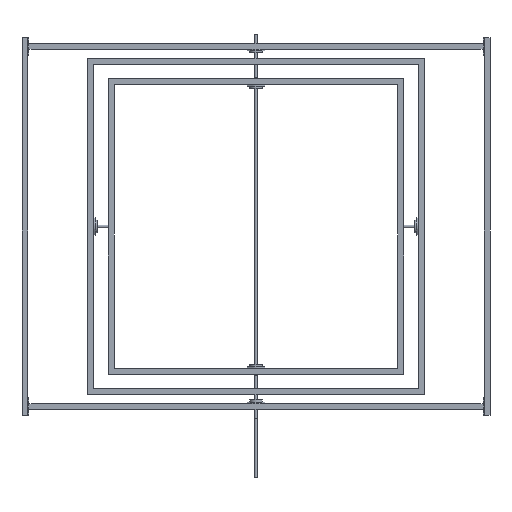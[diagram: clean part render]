
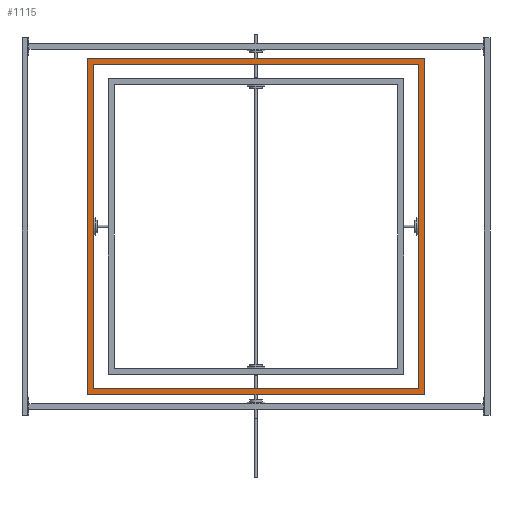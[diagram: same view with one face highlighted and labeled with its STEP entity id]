
A CAD part, left-side view. The second image highlights one B-rep face of the part: STEP entity #1115.
In plain terms, the highlighted planar face has unit normal (-1, 0, 0).
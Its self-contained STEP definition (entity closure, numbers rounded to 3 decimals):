
#502 = VERTEX_POINT('',#503);
#503 = CARTESIAN_POINT('',(-10.,570.,-570.));
#512 = PLANE('',#513);
#513 = AXIS2_PLACEMENT_3D('',#514,#515,#516);
#514 = CARTESIAN_POINT('',(-10.,570.,-570.));
#515 = DIRECTION('',(0.,0.,-1.));
#516 = DIRECTION('',(0.,-1.,0.));
#524 = PLANE('',#525);
#525 = AXIS2_PLACEMENT_3D('',#526,#527,#528);
#526 = CARTESIAN_POINT('',(-10.,570.,570.));
#527 = DIRECTION('',(0.,1.,0.));
#528 = DIRECTION('',(0.,0.,-1.));
#565 = VERTEX_POINT('',#566);
#566 = CARTESIAN_POINT('',(-10.,-570.,-570.));
#580 = PLANE('',#581);
#581 = AXIS2_PLACEMENT_3D('',#582,#583,#584);
#582 = CARTESIAN_POINT('',(-10.,-570.,-570.));
#583 = DIRECTION('',(0.,-1.,0.));
#584 = DIRECTION('',(0.,0.,1.));
#592 = EDGE_CURVE('',#502,#565,#593,.T.);
#593 = SURFACE_CURVE('',#594,(#598,#605),.PCURVE_S1.);
#594 = LINE('',#595,#596);
#595 = CARTESIAN_POINT('',(-10.,570.,-570.));
#596 = VECTOR('',#597,1.);
#597 = DIRECTION('',(0.,-1.,0.));
#598 = PCURVE('',#512,#599);
#599 = DEFINITIONAL_REPRESENTATION('',(#600),#604);
#600 = LINE('',#601,#602);
#601 = CARTESIAN_POINT('',(0.,-0.));
#602 = VECTOR('',#603,1.);
#603 = DIRECTION('',(1.,0.));
#604 = ( GEOMETRIC_REPRESENTATION_CONTEXT(2) 
PARAMETRIC_REPRESENTATION_CONTEXT() REPRESENTATION_CONTEXT('2D SPACE',''
  ) );
#605 = PCURVE('',#606,#611);
#606 = PLANE('',#607);
#607 = AXIS2_PLACEMENT_3D('',#608,#609,#610);
#608 = CARTESIAN_POINT('',(-10.,0.,0.));
#609 = DIRECTION('',(1.,0.,0.));
#610 = DIRECTION('',(0.,0.,1.));
#611 = DEFINITIONAL_REPRESENTATION('',(#612),#616);
#612 = LINE('',#613,#614);
#613 = CARTESIAN_POINT('',(-570.,-570.));
#614 = VECTOR('',#615,1.);
#615 = DIRECTION('',(0.,1.));
#616 = ( GEOMETRIC_REPRESENTATION_CONTEXT(2) 
PARAMETRIC_REPRESENTATION_CONTEXT() REPRESENTATION_CONTEXT('2D SPACE',''
  ) );
#646 = VERTEX_POINT('',#647);
#647 = CARTESIAN_POINT('',(-10.,-570.,570.));
#661 = PLANE('',#662);
#662 = AXIS2_PLACEMENT_3D('',#663,#664,#665);
#663 = CARTESIAN_POINT('',(-10.,-570.,570.));
#664 = DIRECTION('',(0.,0.,1.));
#665 = DIRECTION('',(0.,1.,0.));
#673 = EDGE_CURVE('',#565,#646,#674,.T.);
#674 = SURFACE_CURVE('',#675,(#679,#686),.PCURVE_S1.);
#675 = LINE('',#676,#677);
#676 = CARTESIAN_POINT('',(-10.,-570.,-570.));
#677 = VECTOR('',#678,1.);
#678 = DIRECTION('',(0.,0.,1.));
#679 = PCURVE('',#580,#680);
#680 = DEFINITIONAL_REPRESENTATION('',(#681),#685);
#681 = LINE('',#682,#683);
#682 = CARTESIAN_POINT('',(0.,0.));
#683 = VECTOR('',#684,1.);
#684 = DIRECTION('',(1.,0.));
#685 = ( GEOMETRIC_REPRESENTATION_CONTEXT(2) 
PARAMETRIC_REPRESENTATION_CONTEXT() REPRESENTATION_CONTEXT('2D SPACE',''
  ) );
#686 = PCURVE('',#606,#687);
#687 = DEFINITIONAL_REPRESENTATION('',(#688),#692);
#688 = LINE('',#689,#690);
#689 = CARTESIAN_POINT('',(-570.,570.));
#690 = VECTOR('',#691,1.);
#691 = DIRECTION('',(1.,0.));
#692 = ( GEOMETRIC_REPRESENTATION_CONTEXT(2) 
PARAMETRIC_REPRESENTATION_CONTEXT() REPRESENTATION_CONTEXT('2D SPACE',''
  ) );
#722 = VERTEX_POINT('',#723);
#723 = CARTESIAN_POINT('',(-10.,570.,570.));
#744 = EDGE_CURVE('',#646,#722,#745,.T.);
#745 = SURFACE_CURVE('',#746,(#750,#757),.PCURVE_S1.);
#746 = LINE('',#747,#748);
#747 = CARTESIAN_POINT('',(-10.,-570.,570.));
#748 = VECTOR('',#749,1.);
#749 = DIRECTION('',(0.,1.,0.));
#750 = PCURVE('',#661,#751);
#751 = DEFINITIONAL_REPRESENTATION('',(#752),#756);
#752 = LINE('',#753,#754);
#753 = CARTESIAN_POINT('',(0.,0.));
#754 = VECTOR('',#755,1.);
#755 = DIRECTION('',(1.,0.));
#756 = ( GEOMETRIC_REPRESENTATION_CONTEXT(2) 
PARAMETRIC_REPRESENTATION_CONTEXT() REPRESENTATION_CONTEXT('2D SPACE',''
  ) );
#757 = PCURVE('',#606,#758);
#758 = DEFINITIONAL_REPRESENTATION('',(#759),#763);
#759 = LINE('',#760,#761);
#760 = CARTESIAN_POINT('',(570.,570.));
#761 = VECTOR('',#762,1.);
#762 = DIRECTION('',(0.,-1.));
#763 = ( GEOMETRIC_REPRESENTATION_CONTEXT(2) 
PARAMETRIC_REPRESENTATION_CONTEXT() REPRESENTATION_CONTEXT('2D SPACE',''
  ) );
#791 = EDGE_CURVE('',#722,#502,#792,.T.);
#792 = SURFACE_CURVE('',#793,(#797,#804),.PCURVE_S1.);
#793 = LINE('',#794,#795);
#794 = CARTESIAN_POINT('',(-10.,570.,570.));
#795 = VECTOR('',#796,1.);
#796 = DIRECTION('',(0.,0.,-1.));
#797 = PCURVE('',#524,#798);
#798 = DEFINITIONAL_REPRESENTATION('',(#799),#803);
#799 = LINE('',#800,#801);
#800 = CARTESIAN_POINT('',(0.,0.));
#801 = VECTOR('',#802,1.);
#802 = DIRECTION('',(1.,0.));
#803 = ( GEOMETRIC_REPRESENTATION_CONTEXT(2) 
PARAMETRIC_REPRESENTATION_CONTEXT() REPRESENTATION_CONTEXT('2D SPACE',''
  ) );
#804 = PCURVE('',#606,#805);
#805 = DEFINITIONAL_REPRESENTATION('',(#806),#810);
#806 = LINE('',#807,#808);
#807 = CARTESIAN_POINT('',(570.,-570.));
#808 = VECTOR('',#809,1.);
#809 = DIRECTION('',(-1.,0.));
#810 = ( GEOMETRIC_REPRESENTATION_CONTEXT(2) 
PARAMETRIC_REPRESENTATION_CONTEXT() REPRESENTATION_CONTEXT('2D SPACE',''
  ) );
#816 = VERTEX_POINT('',#817);
#817 = CARTESIAN_POINT('',(-10.,550.,-550.));
#826 = PLANE('',#827);
#827 = AXIS2_PLACEMENT_3D('',#828,#829,#830);
#828 = CARTESIAN_POINT('',(-10.,550.,-550.));
#829 = DIRECTION('',(0.,0.,-1.));
#830 = DIRECTION('',(0.,-1.,0.));
#838 = PLANE('',#839);
#839 = AXIS2_PLACEMENT_3D('',#840,#841,#842);
#840 = CARTESIAN_POINT('',(-10.,550.,550.));
#841 = DIRECTION('',(0.,1.,0.));
#842 = DIRECTION('',(0.,0.,-1.));
#874 = VERTEX_POINT('',#875);
#875 = CARTESIAN_POINT('',(-10.,-550.,-550.));
#889 = PLANE('',#890);
#890 = AXIS2_PLACEMENT_3D('',#891,#892,#893);
#891 = CARTESIAN_POINT('',(-10.,-550.,-550.));
#892 = DIRECTION('',(0.,-1.,0.));
#893 = DIRECTION('',(0.,0.,1.));
#901 = EDGE_CURVE('',#816,#874,#902,.T.);
#902 = SURFACE_CURVE('',#903,(#907,#914),.PCURVE_S1.);
#903 = LINE('',#904,#905);
#904 = CARTESIAN_POINT('',(-10.,550.,-550.));
#905 = VECTOR('',#906,1.);
#906 = DIRECTION('',(0.,-1.,0.));
#907 = PCURVE('',#826,#908);
#908 = DEFINITIONAL_REPRESENTATION('',(#909),#913);
#909 = LINE('',#910,#911);
#910 = CARTESIAN_POINT('',(0.,-0.));
#911 = VECTOR('',#912,1.);
#912 = DIRECTION('',(1.,0.));
#913 = ( GEOMETRIC_REPRESENTATION_CONTEXT(2) 
PARAMETRIC_REPRESENTATION_CONTEXT() REPRESENTATION_CONTEXT('2D SPACE',''
  ) );
#914 = PCURVE('',#606,#915);
#915 = DEFINITIONAL_REPRESENTATION('',(#916),#920);
#916 = LINE('',#917,#918);
#917 = CARTESIAN_POINT('',(-550.,-550.));
#918 = VECTOR('',#919,1.);
#919 = DIRECTION('',(0.,1.));
#920 = ( GEOMETRIC_REPRESENTATION_CONTEXT(2) 
PARAMETRIC_REPRESENTATION_CONTEXT() REPRESENTATION_CONTEXT('2D SPACE',''
  ) );
#950 = VERTEX_POINT('',#951);
#951 = CARTESIAN_POINT('',(-10.,-550.,550.));
#965 = PLANE('',#966);
#966 = AXIS2_PLACEMENT_3D('',#967,#968,#969);
#967 = CARTESIAN_POINT('',(-10.,-550.,550.));
#968 = DIRECTION('',(0.,0.,1.));
#969 = DIRECTION('',(0.,1.,0.));
#977 = EDGE_CURVE('',#874,#950,#978,.T.);
#978 = SURFACE_CURVE('',#979,(#983,#990),.PCURVE_S1.);
#979 = LINE('',#980,#981);
#980 = CARTESIAN_POINT('',(-10.,-550.,-550.));
#981 = VECTOR('',#982,1.);
#982 = DIRECTION('',(0.,0.,1.));
#983 = PCURVE('',#889,#984);
#984 = DEFINITIONAL_REPRESENTATION('',(#985),#989);
#985 = LINE('',#986,#987);
#986 = CARTESIAN_POINT('',(0.,0.));
#987 = VECTOR('',#988,1.);
#988 = DIRECTION('',(1.,0.));
#989 = ( GEOMETRIC_REPRESENTATION_CONTEXT(2) 
PARAMETRIC_REPRESENTATION_CONTEXT() REPRESENTATION_CONTEXT('2D SPACE',''
  ) );
#990 = PCURVE('',#606,#991);
#991 = DEFINITIONAL_REPRESENTATION('',(#992),#996);
#992 = LINE('',#993,#994);
#993 = CARTESIAN_POINT('',(-550.,550.));
#994 = VECTOR('',#995,1.);
#995 = DIRECTION('',(1.,0.));
#996 = ( GEOMETRIC_REPRESENTATION_CONTEXT(2) 
PARAMETRIC_REPRESENTATION_CONTEXT() REPRESENTATION_CONTEXT('2D SPACE',''
  ) );
#1026 = VERTEX_POINT('',#1027);
#1027 = CARTESIAN_POINT('',(-10.,550.,550.));
#1048 = EDGE_CURVE('',#950,#1026,#1049,.T.);
#1049 = SURFACE_CURVE('',#1050,(#1054,#1061),.PCURVE_S1.);
#1050 = LINE('',#1051,#1052);
#1051 = CARTESIAN_POINT('',(-10.,-550.,550.));
#1052 = VECTOR('',#1053,1.);
#1053 = DIRECTION('',(0.,1.,0.));
#1054 = PCURVE('',#965,#1055);
#1055 = DEFINITIONAL_REPRESENTATION('',(#1056),#1060);
#1056 = LINE('',#1057,#1058);
#1057 = CARTESIAN_POINT('',(0.,0.));
#1058 = VECTOR('',#1059,1.);
#1059 = DIRECTION('',(1.,0.));
#1060 = ( GEOMETRIC_REPRESENTATION_CONTEXT(2) 
PARAMETRIC_REPRESENTATION_CONTEXT() REPRESENTATION_CONTEXT('2D SPACE',''
  ) );
#1061 = PCURVE('',#606,#1062);
#1062 = DEFINITIONAL_REPRESENTATION('',(#1063),#1067);
#1063 = LINE('',#1064,#1065);
#1064 = CARTESIAN_POINT('',(550.,550.));
#1065 = VECTOR('',#1066,1.);
#1066 = DIRECTION('',(0.,-1.));
#1067 = ( GEOMETRIC_REPRESENTATION_CONTEXT(2) 
PARAMETRIC_REPRESENTATION_CONTEXT() REPRESENTATION_CONTEXT('2D SPACE',''
  ) );
#1095 = EDGE_CURVE('',#1026,#816,#1096,.T.);
#1096 = SURFACE_CURVE('',#1097,(#1101,#1108),.PCURVE_S1.);
#1097 = LINE('',#1098,#1099);
#1098 = CARTESIAN_POINT('',(-10.,550.,550.));
#1099 = VECTOR('',#1100,1.);
#1100 = DIRECTION('',(0.,0.,-1.));
#1101 = PCURVE('',#838,#1102);
#1102 = DEFINITIONAL_REPRESENTATION('',(#1103),#1107);
#1103 = LINE('',#1104,#1105);
#1104 = CARTESIAN_POINT('',(0.,0.));
#1105 = VECTOR('',#1106,1.);
#1106 = DIRECTION('',(1.,0.));
#1107 = ( GEOMETRIC_REPRESENTATION_CONTEXT(2) 
PARAMETRIC_REPRESENTATION_CONTEXT() REPRESENTATION_CONTEXT('2D SPACE',''
  ) );
#1108 = PCURVE('',#606,#1109);
#1109 = DEFINITIONAL_REPRESENTATION('',(#1110),#1114);
#1110 = LINE('',#1111,#1112);
#1111 = CARTESIAN_POINT('',(550.,-550.));
#1112 = VECTOR('',#1113,1.);
#1113 = DIRECTION('',(-1.,0.));
#1114 = ( GEOMETRIC_REPRESENTATION_CONTEXT(2) 
PARAMETRIC_REPRESENTATION_CONTEXT() REPRESENTATION_CONTEXT('2D SPACE',''
  ) );
#1115 = ADVANCED_FACE('',(#1116,#1122),#606,.F.);
#1116 = FACE_BOUND('',#1117,.T.);
#1117 = EDGE_LOOP('',(#1118,#1119,#1120,#1121));
#1118 = ORIENTED_EDGE('',*,*,#592,.T.);
#1119 = ORIENTED_EDGE('',*,*,#673,.T.);
#1120 = ORIENTED_EDGE('',*,*,#744,.T.);
#1121 = ORIENTED_EDGE('',*,*,#791,.T.);
#1122 = FACE_BOUND('',#1123,.F.);
#1123 = EDGE_LOOP('',(#1124,#1125,#1126,#1127));
#1124 = ORIENTED_EDGE('',*,*,#901,.T.);
#1125 = ORIENTED_EDGE('',*,*,#977,.T.);
#1126 = ORIENTED_EDGE('',*,*,#1048,.T.);
#1127 = ORIENTED_EDGE('',*,*,#1095,.T.);
